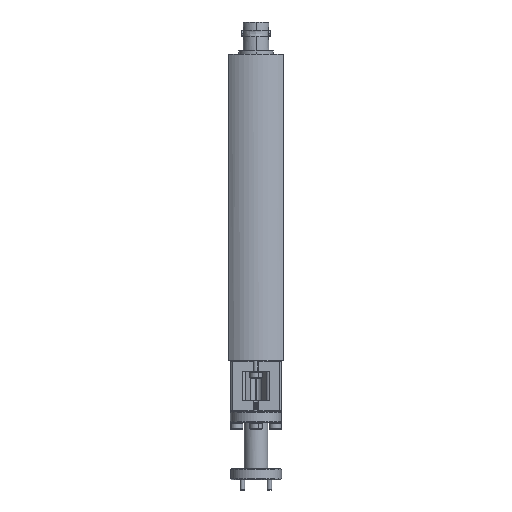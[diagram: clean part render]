
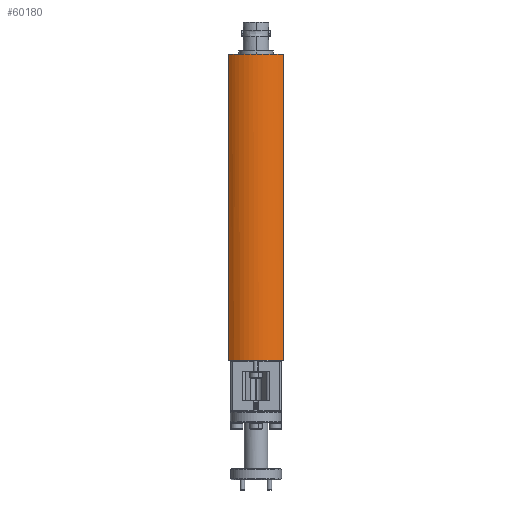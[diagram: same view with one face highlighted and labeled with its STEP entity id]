
A CAD part, front view. The second image highlights one B-rep face of the part: STEP entity #60180.
In plain terms, the highlighted cylindrical face has radius 15.24 mm (diameter 30.48 mm), a partial arc.
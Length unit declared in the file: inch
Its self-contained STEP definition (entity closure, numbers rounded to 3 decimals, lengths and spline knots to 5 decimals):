
#585 = CARTESIAN_POINT ( 'NONE',  ( 0.4, -0.44721, 4.5 ) ) ;
#1882 = CARTESIAN_POINT ( 'NONE',  ( 0.4, -0.44721, 0. ) ) ;
#4445 = CARTESIAN_POINT ( 'NONE',  ( 0.14592, -0.58654, 0. ) ) ;
#4520 = DIRECTION ( 'NONE',  ( 0., 0., -1. ) ) ;
#7903 = EDGE_LOOP ( 'NONE', ( #68641, #85051, #82012, #72970, #58355 ) ) ;
#8029 = EDGE_CURVE ( 'NONE', #86132, #27780, #15798, .T. ) ;
#9385 = CARTESIAN_POINT ( 'NONE',  ( -0.07297, -0.6, 4.5 ) ) ;
#9822 = CARTESIAN_POINT ( 'NONE',  ( 0.28226, -0.53447, 4.5 ) ) ;
#10310 = AXIS2_PLACEMENT_3D ( 'NONE', #11770, #4520, #52938 ) ;
#11619 = CARTESIAN_POINT ( 'NONE',  ( -0.4, -0.44721, 4.5 ) ) ;
#11770 = CARTESIAN_POINT ( 'NONE',  ( 0., 0., 4.5 ) ) ;
#15798 = B_SPLINE_CURVE_WITH_KNOTS ( 'NONE', 3,
 ( #26178, #25736, #53757, #81405, #66405, #47881, #4445, #53314, #52859, #25280 ),
 .UNSPECIFIED., .F., .F.,
 ( 4, 2, 2, 2, 4 ),
 ( 0., 0.25, 0.5, 0.75, 1. ),
 .UNSPECIFIED. ) ;
#18084 = B_SPLINE_CURVE_WITH_KNOTS ( 'NONE', 3,
 ( #11619, #46447, #38314, #25666 ),
 .UNSPECIFIED., .F., .F.,
 ( 4, 4 ),
 ( 0., 1. ),
 .UNSPECIFIED. ) ;
#22111 = CARTESIAN_POINT ( 'NONE',  ( 0.34561, -0.49586, 4.5 ) ) ;
#22744 = CARTESIAN_POINT ( 'NONE',  ( 0.4, -0.44721, 1.5 ) ) ;
#23184 = B_SPLINE_CURVE_WITH_KNOTS ( 'NONE', 3,
 ( #1882, #22744, #43083, #585 ),
 .UNSPECIFIED., .F., .F.,
 ( 4, 4 ),
 ( 0., 1. ),
 .UNSPECIFIED. ) ;
#24531 = CARTESIAN_POINT ( 'NONE',  ( -0.4, -0.44721, 4.18 ) ) ;
#25280 = CARTESIAN_POINT ( 'NONE',  ( 0.4, -0.44721, 0. ) ) ;
#25666 = CARTESIAN_POINT ( 'NONE',  ( -0.4, -0.44721, 4.18 ) ) ;
#25736 = CARTESIAN_POINT ( 'NONE',  ( -0.34561, -0.49586, 0. ) ) ;
#26178 = CARTESIAN_POINT ( 'NONE',  ( -0.4, -0.44721, 0. ) ) ;
#27780 = VERTEX_POINT ( 'NONE', #80046 ) ;
#31066 = CARTESIAN_POINT ( 'NONE',  ( -0.4, -0.44721, 1.39333 ) ) ;
#37419 = CARTESIAN_POINT ( 'NONE',  ( -0.14592, -0.58654, 4.5 ) ) ;
#38314 = CARTESIAN_POINT ( 'NONE',  ( -0.4, -0.44721, 4.28667 ) ) ;
#38893 = FACE_OUTER_BOUND ( 'NONE', #7903, .T. ) ;
#42231 = CARTESIAN_POINT ( 'NONE',  ( -0.4, -0.44721, 4.5 ) ) ;
#43083 = CARTESIAN_POINT ( 'NONE',  ( 0.4, -0.44721, 3. ) ) ;
#43328 = CARTESIAN_POINT ( 'NONE',  ( -0.28226, -0.53447, 4.5 ) ) ;
#46285 = VERTEX_POINT ( 'NONE', #24531 ) ;
#46447 = CARTESIAN_POINT ( 'NONE',  ( -0.4, -0.44721, 4.39333 ) ) ;
#47881 = CARTESIAN_POINT ( 'NONE',  ( 0.07297, -0.6, 0. ) ) ;
#48533 = EDGE_CURVE ( 'NONE', #77061, #69536, #57959, .T. ) ;
#48727 = EDGE_CURVE ( 'NONE', #69536, #46285, #18084, .T. ) ;
#49696 = CARTESIAN_POINT ( 'NONE',  ( -0.34561, -0.49586, 4.5 ) ) ;
#52761 = CARTESIAN_POINT ( 'NONE',  ( -0.4, -0.44721, 4.18 ) ) ;
#52859 = CARTESIAN_POINT ( 'NONE',  ( 0.34561, -0.49586, 0. ) ) ;
#52938 = DIRECTION ( 'NONE',  ( -1., 0., 0. ) ) ;
#53314 = CARTESIAN_POINT ( 'NONE',  ( 0.28226, -0.53447, 0. ) ) ;
#53757 = CARTESIAN_POINT ( 'NONE',  ( -0.28226, -0.53447, 0. ) ) ;
#57959 = B_SPLINE_CURVE_WITH_KNOTS ( 'NONE', 3,
 ( #83675, #22111, #9822, #70050, #84116, #9385, #37419, #43328, #49696, #77312 ),
 .UNSPECIFIED., .F., .F.,
 ( 4, 2, 2, 2, 4 ),
 ( 0., 0.25, 0.5, 0.75, 1. ),
 .UNSPECIFIED. ) ;
#58355 = ORIENTED_EDGE ( 'NONE', *, *, #48533, .T. ) ;
#59078 = CARTESIAN_POINT ( 'NONE',  ( -0.4, -0.44721, 0. ) ) ;
#60180 = ADVANCED_FACE ( 'NONE', ( #38893 ), #72864, .T. ) ;
#66405 = CARTESIAN_POINT ( 'NONE',  ( -0.07297, -0.6, 0. ) ) ;
#68641 = ORIENTED_EDGE ( 'NONE', *, *, #48727, .T. ) ;
#69536 = VERTEX_POINT ( 'NONE', #42231 ) ;
#69827 = B_SPLINE_CURVE_WITH_KNOTS ( 'NONE', 3,
 ( #52761, #86285, #31066, #59078 ),
 .UNSPECIFIED., .F., .F.,
 ( 4, 4 ),
 ( 0., 1. ),
 .UNSPECIFIED. ) ;
#70050 = CARTESIAN_POINT ( 'NONE',  ( 0.14592, -0.58654, 4.5 ) ) ;
#71438 = EDGE_CURVE ( 'NONE', #46285, #86132, #69827, .T. ) ;
#71969 = EDGE_CURVE ( 'NONE', #27780, #77061, #23184, .T. ) ;
#72864 = CYLINDRICAL_SURFACE ( 'NONE', #10310, 0.6 ) ;
#72970 = ORIENTED_EDGE ( 'NONE', *, *, #71969, .T. ) ;
#77061 = VERTEX_POINT ( 'NONE', #84549 ) ;
#77312 = CARTESIAN_POINT ( 'NONE',  ( -0.4, -0.44721, 4.5 ) ) ;
#79029 = CARTESIAN_POINT ( 'NONE',  ( -0.4, -0.44721, 0. ) ) ;
#80046 = CARTESIAN_POINT ( 'NONE',  ( 0.4, -0.44721, 0. ) ) ;
#81405 = CARTESIAN_POINT ( 'NONE',  ( -0.14592, -0.58654, 0. ) ) ;
#82012 = ORIENTED_EDGE ( 'NONE', *, *, #8029, .T. ) ;
#83675 = CARTESIAN_POINT ( 'NONE',  ( 0.4, -0.44721, 4.5 ) ) ;
#84116 = CARTESIAN_POINT ( 'NONE',  ( 0.07297, -0.6, 4.5 ) ) ;
#84549 = CARTESIAN_POINT ( 'NONE',  ( 0.4, -0.44721, 4.5 ) ) ;
#85051 = ORIENTED_EDGE ( 'NONE', *, *, #71438, .T. ) ;
#86132 = VERTEX_POINT ( 'NONE', #79029 ) ;
#86285 = CARTESIAN_POINT ( 'NONE',  ( -0.4, -0.44721, 2.78667 ) ) ;
